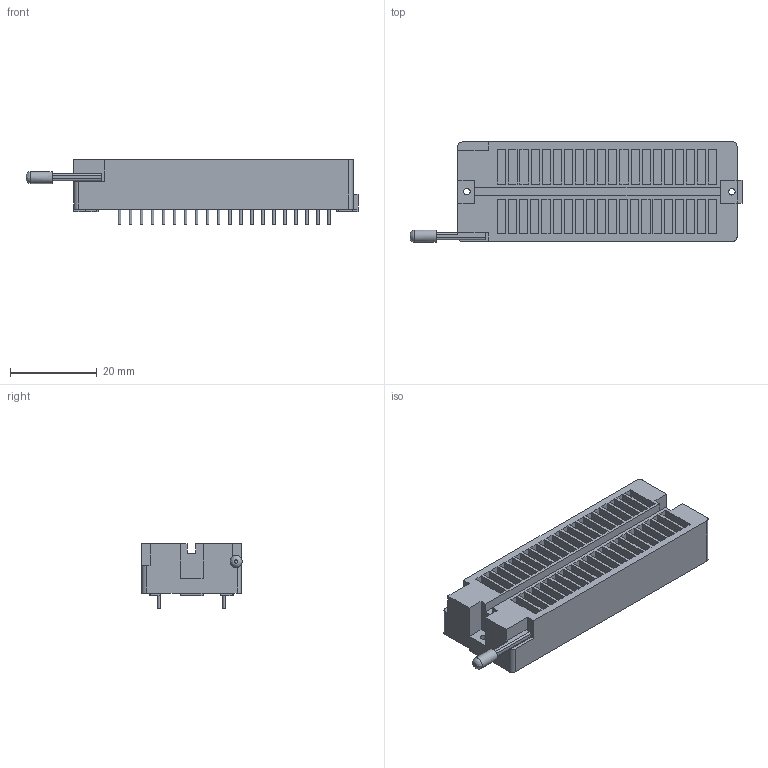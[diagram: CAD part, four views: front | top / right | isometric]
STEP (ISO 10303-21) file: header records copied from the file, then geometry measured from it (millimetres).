
FILE_DESCRIPTION(('FreeCAD Model'),'2;1');
FILE_NAME('Open CASCADE Shape Model','2021-02-12T09:47:10',( 'kicad StepUp'),('ksu MCAD'),'Open CASCADE STEP processor 7.4', 'FreeCAD','Unknown');
FILE_SCHEMA(('AUTOMOTIVE_DESIGN { 1 0 10303 214 1 1 1 1 }'));
Length unit declared in the file: millimetre
Products named in the file (1): ziff_Aries_40pin
Bounding box: 76.44 x 23.06 x 14.9 mm (x, y, z)
Volume: 14114.2 mm3; surface area: 8516.4 mm2
Topology: 1 solids, 1 shells, 360 faces, 806 edges, 533 vertices
Faces by surface type: plane 306, cylinder 53, bspline 1
Full cylindrical faces by diameter (mm): 0.6 x20, 0.607 x20, 1.5 x4, 2.768 x1
Entity records: 12477 total; most frequent: CARTESIAN_POINT 1769, DIRECTION 1626, ORIENTED_EDGE 1612, EDGE_CURVE 806, LINE 700, VECTOR 700, VERTEX_POINT 533, AXIS2_PLACEMENT_3D 463
